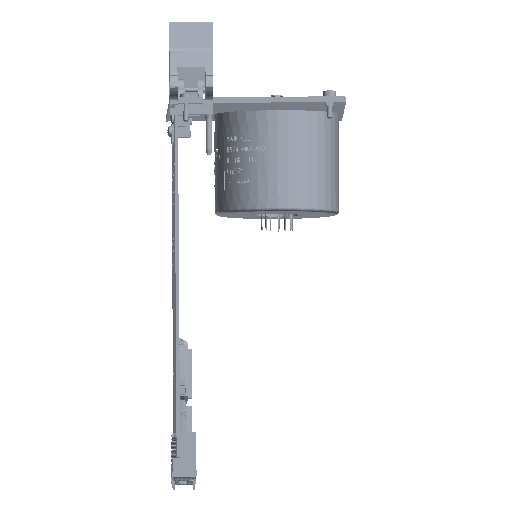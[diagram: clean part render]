
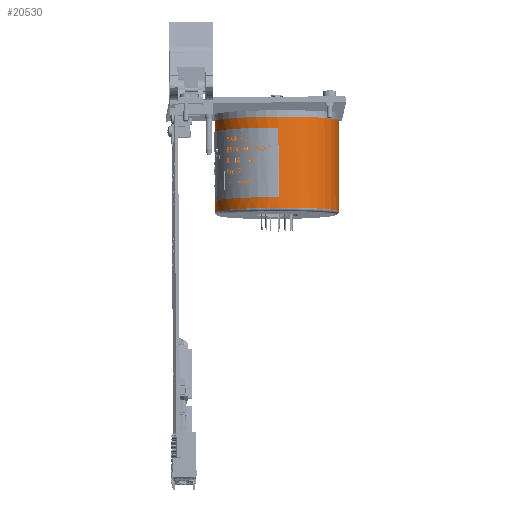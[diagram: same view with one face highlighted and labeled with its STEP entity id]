
A CAD part, front view. The second image highlights one B-rep face of the part: STEP entity #20530.
In plain terms, the highlighted cylindrical face has radius 28.55 mm (diameter 57.1 mm), a full revolution.
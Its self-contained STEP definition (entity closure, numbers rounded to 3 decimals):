
#6345 = VERTEX_POINT ( 'NONE', #198029 ) ;
#6387 = VERTEX_POINT ( 'NONE', #200447 ) ;
#6427 = VERTEX_POINT ( 'NONE', #200294 ) ;
#8222 = VERTEX_POINT ( 'NONE', #137344 ) ;
#10661 = AXIS2_PLACEMENT_3D ( 'NONE', #129995, #129996, #129999 ) ;
#11535 = AXIS2_PLACEMENT_3D ( 'NONE', #133426, #133429, #133432 ) ;
#11931 = AXIS2_PLACEMENT_3D ( 'NONE', #134333, #134335, #134338 ) ;
#20378 = EDGE_LOOP ( 'NONE', ( #140488 ) ) ;
#20529 = EDGE_LOOP ( 'NONE', ( #141112, #141755, #131614, #131854 ) ) ;
#20530 = ADVANCED_FACE ( 'NONE', ( #50417, #50420, #50424 ), #50461, .T. ) ;
#21060 = EDGE_LOOP ( 'NONE', ( #141855 ) ) ;
#23485 = CIRCLE ( 'NONE', #11931, 28.55 ) ;
#23755 = LINE ( 'NONE', #134964, #23766 ) ;
#23766 = VECTOR ( 'NONE', #134993, 1000. ) ;
#24116 = CIRCLE ( 'NONE', #11535, 28.55 ) ;
#50417 = FACE_OUTER_BOUND ( 'NONE', #20378, .T. ) ;
#50420 = FACE_OUTER_BOUND ( 'NONE', #21060, .T. ) ;
#50424 = FACE_BOUND ( 'NONE', #20529, .T. ) ;
#50461 = CYLINDRICAL_SURFACE ( 'NONE', #52176, 28.55 ) ;
#52176 = AXIS2_PLACEMENT_3D ( 'NONE', #127622, #127625, #127639 ) ;
#77959 = VERTEX_POINT ( 'NONE', #80748 ) ;
#78194 = VERTEX_POINT ( 'NONE', #81072 ) ;
#80748 = CARTESIAN_POINT ( 'NONE',  ( 83.64, 51.025, 66.071 ) ) ;
#81072 = CARTESIAN_POINT ( 'NONE',  ( 83.895, 48.247, 24.163 ) ) ;
#107579 = EDGE_CURVE ( 'NONE', #6387, #6345, #140991, .T. ) ;
#109612 = EDGE_CURVE ( 'NONE', #6427, #8222, #23485, .T. ) ;
#109826 = EDGE_CURVE ( 'NONE', #6345, #6427, #23755, .T. ) ;
#110177 = EDGE_CURVE ( 'NONE', #77959, #77959, #24116, .T. ) ;
#111576 = EDGE_CURVE ( 'NONE', #78194, #78194, #128655, .T. ) ;
#112311 = EDGE_CURVE ( 'NONE', #8222, #6387, #129976, .T. ) ;
#124616 = CARTESIAN_POINT ( 'NONE',  ( 44.84, 87.182, 19.841 ) ) ;
#124618 = DIRECTION ( 'NONE',  ( 0.006, -0.066, -0.998 ) ) ;
#127622 = CARTESIAN_POINT ( 'NONE',  ( 69.41, 72.685, 20.952 ) ) ;
#127625 = DIRECTION ( 'NONE',  ( -0.006, 0.066, 0.998 ) ) ;
#127639 = DIRECTION ( 'NONE',  ( -0.508, 0.859, -0.06 ) ) ;
#128655 = CIRCLE ( 'NONE', #10661, 28.55 ) ;
#129976 = LINE ( 'NONE', #124616, #129983 ) ;
#129983 = VECTOR ( 'NONE', #124618, 1000. ) ;
#129995 = CARTESIAN_POINT ( 'NONE',  ( 69.401, 72.784, 22.448 ) ) ;
#129996 = DIRECTION ( 'NONE',  ( -0.006, 0.066, 0.998 ) ) ;
#129999 = DIRECTION ( 'NONE',  ( 0.508, -0.859, 0.06 ) ) ;
#131614 = ORIENTED_EDGE ( 'NONE', *, *, #109826, .F. ) ;
#131854 = ORIENTED_EDGE ( 'NONE', *, *, #107579, .F. ) ;
#133426 = CARTESIAN_POINT ( 'NONE',  ( 69.146, 75.562, 64.356 ) ) ;
#133429 = DIRECTION ( 'NONE',  ( 0.006, -0.066, -0.998 ) ) ;
#133432 = DIRECTION ( 'NONE',  ( 0.508, -0.859, 0.06 ) ) ;
#134333 = CARTESIAN_POINT ( 'NONE',  ( 69.177, 75.232, 59.367 ) ) ;
#134335 = DIRECTION ( 'NONE',  ( 0.006, -0.066, -0.998 ) ) ;
#134338 = DIRECTION ( 'NONE',  ( 0.508, -0.859, 0.06 ) ) ;
#134964 = CARTESIAN_POINT ( 'NONE',  ( 70.223, 44.209, 22.845 ) ) ;
#134993 = DIRECTION ( 'NONE',  ( -0.006, 0.066, 0.998 ) ) ;
#137344 = CARTESIAN_POINT ( 'NONE',  ( 44.606, 89.729, 58.256 ) ) ;
#140488 = ORIENTED_EDGE ( 'NONE', *, *, #110177, .T. ) ;
#140991 = CIRCLE ( 'NONE', #187108, 28.55 ) ;
#141112 = ORIENTED_EDGE ( 'NONE', *, *, #112311, .F. ) ;
#141755 = ORIENTED_EDGE ( 'NONE', *, *, #109612, .F. ) ;
#141855 = ORIENTED_EDGE ( 'NONE', *, *, #111576, .T. ) ;
#143045 = CARTESIAN_POINT ( 'NONE',  ( 69.371, 73.115, 27.437 ) ) ;
#143047 = DIRECTION ( 'NONE',  ( -0.006, 0.066, 0.998 ) ) ;
#143049 = DIRECTION ( 'NONE',  ( -0.508, 0.859, -0.06 ) ) ;
#187108 = AXIS2_PLACEMENT_3D ( 'NONE', #143045, #143047, #143049 ) ;
#198029 = CARTESIAN_POINT ( 'NONE',  ( 70.184, 44.639, 29.33 ) ) ;
#200294 = CARTESIAN_POINT ( 'NONE',  ( 69.99, 46.756, 61.26 ) ) ;
#200447 = CARTESIAN_POINT ( 'NONE',  ( 44.801, 87.612, 26.327 ) ) ;
